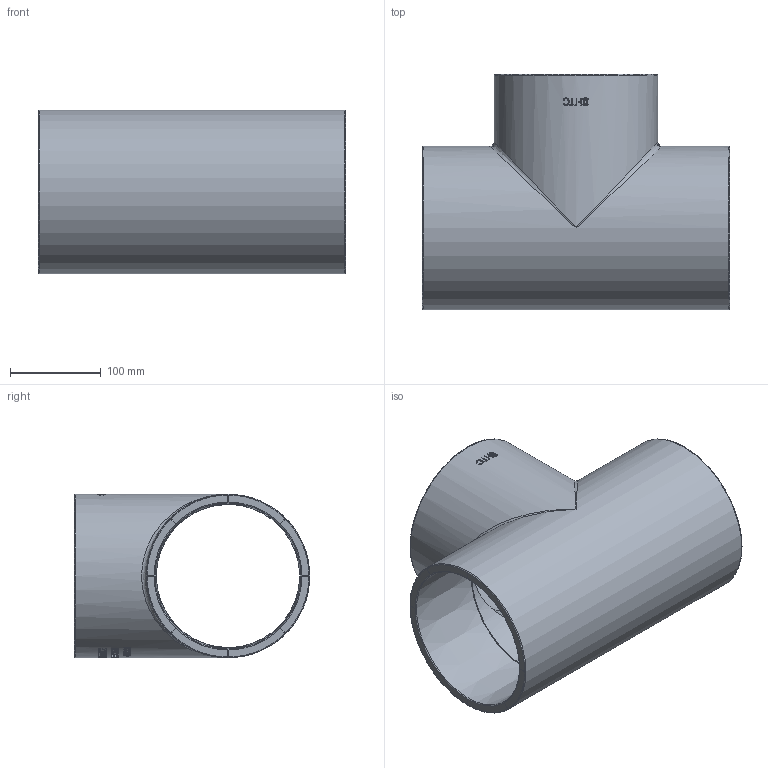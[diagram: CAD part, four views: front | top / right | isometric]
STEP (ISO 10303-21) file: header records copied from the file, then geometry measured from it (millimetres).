
FILE_DESCRIPTION(/* description */ (''),/* implementation_level */ '2;1');
FILE_NAME(/* name */ 'Z3A16011.stp',/* time_stamp */ '2025-04-19T13:49:28+08:00',/* author */ (''),/* organization */ (''),/* preprocessor_version */ 'ST-DEVELOPER v16.7',/* originating_system */ 'SIEMENS PLM Software NX 12.0',/* authorisation */ '');
FILE_SCHEMA (('AUTOMOTIVE_DESIGN { 1 0 10303 214 3 1 1 1 }'));
Length unit declared in the file: millimetre
Products named in the file (1): Admi3BC81D5Dxvgv
Bounding box: 338.5 x 259.25 x 180.49 mm (x, y, z)
Volume: 2183273.9 mm3; surface area: 441133.9 mm2
Topology: 1 solids, 1 shells, 359 faces, 937 edges, 636 vertices
Faces by surface type: bspline 141, plane 133, cylinder 76, torus 6, cone 3
Full cylindrical faces by diameter (mm): 157.8 x2, 180 x2
Entity records: 31221 total; most frequent: CARTESIAN_POINT 24278, ORIENTED_EDGE 1782, EDGE_CURVE 891, DIRECTION 703, B_SPLINE_CURVE_WITH_KNOTS 686, VERTEX_POINT 634, EDGE_LOOP 463, ADVANCED_FACE 359
